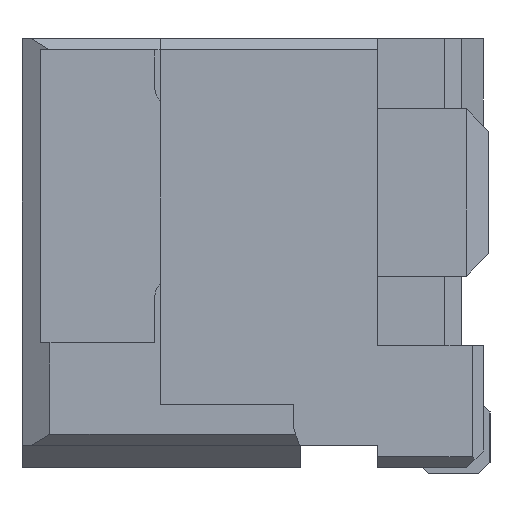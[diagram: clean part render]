
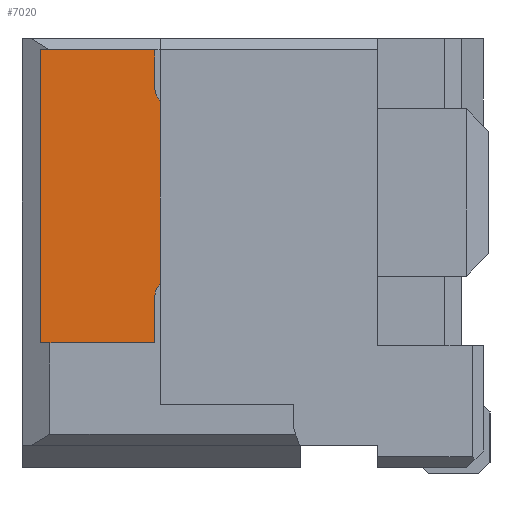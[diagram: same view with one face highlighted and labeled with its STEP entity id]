
A CAD part, left-side view. The second image highlights one B-rep face of the part: STEP entity #7020.
In plain terms, the highlighted planar face has unit normal (-1, 0, 0).
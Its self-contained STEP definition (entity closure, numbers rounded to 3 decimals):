
#6410 = PLANE('',#6411);
#6411 = AXIS2_PLACEMENT_3D('',#6412,#6413,#6414);
#6412 = CARTESIAN_POINT('',(-10.1,-4.58,0.409));
#6413 = DIRECTION('',(0.,-1.,0.));
#6414 = DIRECTION('',(0.,0.,-1.));
#6809 = VERTEX_POINT('',#6810);
#6810 = CARTESIAN_POINT('',(-9.825,-4.58,3.212));
#6824 = CYLINDRICAL_SURFACE('',#6825,0.2);
#6825 = AXIS2_PLACEMENT_3D('',#6826,#6827,#6828);
#6826 = CARTESIAN_POINT('',(-9.625,-4.73,3.08));
#6827 = DIRECTION('',(1.,0.,0.));
#6828 = DIRECTION('',(-0.,1.,0.));
#6836 = EDGE_CURVE('',#6837,#6809,#6839,.T.);
#6837 = VERTEX_POINT('',#6838);
#6838 = CARTESIAN_POINT('',(-9.825,-4.58,4.848));
#6839 = SURFACE_CURVE('',#6840,(#6844,#6851),.PCURVE_S1.);
#6840 = LINE('',#6841,#6842);
#6841 = CARTESIAN_POINT('',(-9.825,-4.58,4.848));
#6842 = VECTOR('',#6843,1.);
#6843 = DIRECTION('',(0.,0.,-1.));
#6844 = PCURVE('',#6410,#6845);
#6845 = DEFINITIONAL_REPRESENTATION('',(#6846),#6850);
#6846 = LINE('',#6847,#6848);
#6847 = CARTESIAN_POINT('',(-4.439,0.275));
#6848 = VECTOR('',#6849,1.);
#6849 = DIRECTION('',(1.,0.));
#6850 = ( GEOMETRIC_REPRESENTATION_CONTEXT(2) 
PARAMETRIC_REPRESENTATION_CONTEXT() REPRESENTATION_CONTEXT('2D SPACE',''
  ) );
#6851 = PCURVE('',#6852,#6857);
#6852 = PLANE('',#6853);
#6853 = AXIS2_PLACEMENT_3D('',#6854,#6855,#6856);
#6854 = CARTESIAN_POINT('',(-9.825,-6.03,4.03));
#6855 = DIRECTION('',(1.,0.,0.));
#6856 = DIRECTION('',(-0.,1.,0.));
#6857 = DEFINITIONAL_REPRESENTATION('',(#6858),#6862);
#6858 = LINE('',#6859,#6860);
#6859 = CARTESIAN_POINT('',(1.45,0.818));
#6860 = VECTOR('',#6861,1.);
#6861 = DIRECTION('',(0.,-1.));
#6862 = ( GEOMETRIC_REPRESENTATION_CONTEXT(2) 
PARAMETRIC_REPRESENTATION_CONTEXT() REPRESENTATION_CONTEXT('2D SPACE',''
  ) );
#6878 = CYLINDRICAL_SURFACE('',#6879,0.2);
#6879 = AXIS2_PLACEMENT_3D('',#6880,#6881,#6882);
#6880 = CARTESIAN_POINT('',(-9.625,-4.73,4.98));
#6881 = DIRECTION('',(1.,0.,0.));
#6882 = DIRECTION('',(-0.,1.,0.));
#6937 = PLANE('',#6938);
#6938 = AXIS2_PLACEMENT_3D('',#6939,#6940,#6941);
#6939 = CARTESIAN_POINT('',(-9.825,-4.53,2.73));
#6940 = DIRECTION('',(0.,1.,0.));
#6941 = DIRECTION('',(0.,-0.,1.));
#6974 = EDGE_CURVE('',#6837,#6975,#6977,.T.);
#6975 = VERTEX_POINT('',#6976);
#6976 = CARTESIAN_POINT('',(-9.825,-4.53,4.98));
#6977 = SURFACE_CURVE('',#6978,(#6983,#6990),.PCURVE_S1.);
#6978 = CIRCLE('',#6979,0.2);
#6979 = AXIS2_PLACEMENT_3D('',#6980,#6981,#6982);
#6980 = CARTESIAN_POINT('',(-9.825,-4.73,4.98));
#6981 = DIRECTION('',(1.,0.,0.));
#6982 = DIRECTION('',(0.,0.75,-0.661));
#6983 = PCURVE('',#6878,#6984);
#6984 = DEFINITIONAL_REPRESENTATION('',(#6985),#6989);
#6985 = LINE('',#6986,#6987);
#6986 = CARTESIAN_POINT('',(5.56,-0.2));
#6987 = VECTOR('',#6988,1.);
#6988 = DIRECTION('',(1.,0.));
#6989 = ( GEOMETRIC_REPRESENTATION_CONTEXT(2) 
PARAMETRIC_REPRESENTATION_CONTEXT() REPRESENTATION_CONTEXT('2D SPACE',''
  ) );
#6990 = PCURVE('',#6852,#6991);
#6991 = DEFINITIONAL_REPRESENTATION('',(#6992),#6996);
#6992 = CIRCLE('',#6993,0.2);
#6993 = AXIS2_PLACEMENT_2D('',#6994,#6995);
#6994 = CARTESIAN_POINT('',(1.3,0.95));
#6995 = DIRECTION('',(0.75,-0.661));
#6996 = ( GEOMETRIC_REPRESENTATION_CONTEXT(2) 
PARAMETRIC_REPRESENTATION_CONTEXT() REPRESENTATION_CONTEXT('2D SPACE',''
  ) );
#7020 = ADVANCED_FACE('',(#7021),#6852,.F.);
#7021 = FACE_BOUND('',#7022,.F.);
#7022 = EDGE_LOOP('',(#7023,#7047,#7075,#7103,#7131,#7159,#7180,#7181));
#7023 = ORIENTED_EDGE('',*,*,#7024,.F.);
#7024 = EDGE_CURVE('',#7025,#6809,#7027,.T.);
#7025 = VERTEX_POINT('',#7026);
#7026 = CARTESIAN_POINT('',(-9.825,-4.53,3.08));
#7027 = SURFACE_CURVE('',#7028,(#7033,#7040),.PCURVE_S1.);
#7028 = CIRCLE('',#7029,0.2);
#7029 = AXIS2_PLACEMENT_3D('',#7030,#7031,#7032);
#7030 = CARTESIAN_POINT('',(-9.825,-4.73,3.08));
#7031 = DIRECTION('',(1.,0.,0.));
#7032 = DIRECTION('',(-0.,1.,0.));
#7033 = PCURVE('',#6852,#7034);
#7034 = DEFINITIONAL_REPRESENTATION('',(#7035),#7039);
#7035 = CIRCLE('',#7036,0.2);
#7036 = AXIS2_PLACEMENT_2D('',#7037,#7038);
#7037 = CARTESIAN_POINT('',(1.3,-0.95));
#7038 = DIRECTION('',(1.,0.));
#7039 = ( GEOMETRIC_REPRESENTATION_CONTEXT(2) 
PARAMETRIC_REPRESENTATION_CONTEXT() REPRESENTATION_CONTEXT('2D SPACE',''
  ) );
#7040 = PCURVE('',#6824,#7041);
#7041 = DEFINITIONAL_REPRESENTATION('',(#7042),#7046);
#7042 = LINE('',#7043,#7044);
#7043 = CARTESIAN_POINT('',(0.,-0.2));
#7044 = VECTOR('',#7045,1.);
#7045 = DIRECTION('',(1.,0.));
#7046 = ( GEOMETRIC_REPRESENTATION_CONTEXT(2) 
PARAMETRIC_REPRESENTATION_CONTEXT() REPRESENTATION_CONTEXT('2D SPACE',''
  ) );
#7047 = ORIENTED_EDGE('',*,*,#7048,.T.);
#7048 = EDGE_CURVE('',#7025,#7049,#7051,.T.);
#7049 = VERTEX_POINT('',#7050);
#7050 = CARTESIAN_POINT('',(-9.825,-4.53,2.68));
#7051 = SURFACE_CURVE('',#7052,(#7056,#7063),.PCURVE_S1.);
#7052 = LINE('',#7053,#7054);
#7053 = CARTESIAN_POINT('',(-9.825,-4.53,3.08));
#7054 = VECTOR('',#7055,1.);
#7055 = DIRECTION('',(0.,0.,-1.));
#7056 = PCURVE('',#6852,#7057);
#7057 = DEFINITIONAL_REPRESENTATION('',(#7058),#7062);
#7058 = LINE('',#7059,#7060);
#7059 = CARTESIAN_POINT('',(1.5,-0.95));
#7060 = VECTOR('',#7061,1.);
#7061 = DIRECTION('',(0.,-1.));
#7062 = ( GEOMETRIC_REPRESENTATION_CONTEXT(2) 
PARAMETRIC_REPRESENTATION_CONTEXT() REPRESENTATION_CONTEXT('2D SPACE',''
  ) );
#7063 = PCURVE('',#7064,#7069);
#7064 = PLANE('',#7065);
#7065 = AXIS2_PLACEMENT_3D('',#7066,#7067,#7068);
#7066 = CARTESIAN_POINT('',(-9.825,-4.53,3.63));
#7067 = DIRECTION('',(0.,1.,0.));
#7068 = DIRECTION('',(0.,-0.,1.));
#7069 = DEFINITIONAL_REPRESENTATION('',(#7070),#7074);
#7070 = LINE('',#7071,#7072);
#7071 = CARTESIAN_POINT('',(-0.55,0.));
#7072 = VECTOR('',#7073,1.);
#7073 = DIRECTION('',(-1.,0.));
#7074 = ( GEOMETRIC_REPRESENTATION_CONTEXT(2) 
PARAMETRIC_REPRESENTATION_CONTEXT() REPRESENTATION_CONTEXT('2D SPACE',''
  ) );
#7075 = ORIENTED_EDGE('',*,*,#7076,.T.);
#7076 = EDGE_CURVE('',#7049,#7077,#7079,.T.);
#7077 = VERTEX_POINT('',#7078);
#7078 = CARTESIAN_POINT('',(-9.825,-3.51,2.68));
#7079 = SURFACE_CURVE('',#7080,(#7084,#7091),.PCURVE_S1.);
#7080 = LINE('',#7081,#7082);
#7081 = CARTESIAN_POINT('',(-9.825,-4.53,2.68));
#7082 = VECTOR('',#7083,1.);
#7083 = DIRECTION('',(0.,1.,0.));
#7084 = PCURVE('',#6852,#7085);
#7085 = DEFINITIONAL_REPRESENTATION('',(#7086),#7090);
#7086 = LINE('',#7087,#7088);
#7087 = CARTESIAN_POINT('',(1.5,-1.35));
#7088 = VECTOR('',#7089,1.);
#7089 = DIRECTION('',(1.,0.));
#7090 = ( GEOMETRIC_REPRESENTATION_CONTEXT(2) 
PARAMETRIC_REPRESENTATION_CONTEXT() REPRESENTATION_CONTEXT('2D SPACE',''
  ) );
#7091 = PCURVE('',#7092,#7097);
#7092 = PLANE('',#7093);
#7093 = AXIS2_PLACEMENT_3D('',#7094,#7095,#7096);
#7094 = CARTESIAN_POINT('',(-9.845,-6.23,2.68));
#7095 = DIRECTION('',(0.,0.,1.));
#7096 = DIRECTION('',(0.,1.,0.));
#7097 = DEFINITIONAL_REPRESENTATION('',(#7098),#7102);
#7098 = LINE('',#7099,#7100);
#7099 = CARTESIAN_POINT('',(1.7,-0.02));
#7100 = VECTOR('',#7101,1.);
#7101 = DIRECTION('',(1.,0.));
#7102 = ( GEOMETRIC_REPRESENTATION_CONTEXT(2) 
PARAMETRIC_REPRESENTATION_CONTEXT() REPRESENTATION_CONTEXT('2D SPACE',''
  ) );
#7103 = ORIENTED_EDGE('',*,*,#7104,.T.);
#7104 = EDGE_CURVE('',#7077,#7105,#7107,.T.);
#7105 = VERTEX_POINT('',#7106);
#7106 = CARTESIAN_POINT('',(-9.825,-3.51,5.31));
#7107 = SURFACE_CURVE('',#7108,(#7112,#7119),.PCURVE_S1.);
#7108 = LINE('',#7109,#7110);
#7109 = CARTESIAN_POINT('',(-9.825,-3.51,2.68));
#7110 = VECTOR('',#7111,1.);
#7111 = DIRECTION('',(0.,0.,1.));
#7112 = PCURVE('',#6852,#7113);
#7113 = DEFINITIONAL_REPRESENTATION('',(#7114),#7118);
#7114 = LINE('',#7115,#7116);
#7115 = CARTESIAN_POINT('',(2.52,-1.35));
#7116 = VECTOR('',#7117,1.);
#7117 = DIRECTION('',(0.,1.));
#7118 = ( GEOMETRIC_REPRESENTATION_CONTEXT(2) 
PARAMETRIC_REPRESENTATION_CONTEXT() REPRESENTATION_CONTEXT('2D SPACE',''
  ) );
#7119 = PCURVE('',#7120,#7125);
#7120 = PLANE('',#7121);
#7121 = AXIS2_PLACEMENT_3D('',#7122,#7123,#7124);
#7122 = CARTESIAN_POINT('',(0.275,-3.51,1.93));
#7123 = DIRECTION('',(0.,1.,0.));
#7124 = DIRECTION('',(0.,0.,-1.));
#7125 = DEFINITIONAL_REPRESENTATION('',(#7126),#7130);
#7126 = LINE('',#7127,#7128);
#7127 = CARTESIAN_POINT('',(-0.75,10.1));
#7128 = VECTOR('',#7129,1.);
#7129 = DIRECTION('',(-1.,0.));
#7130 = ( GEOMETRIC_REPRESENTATION_CONTEXT(2) 
PARAMETRIC_REPRESENTATION_CONTEXT() REPRESENTATION_CONTEXT('2D SPACE',''
  ) );
#7131 = ORIENTED_EDGE('',*,*,#7132,.F.);
#7132 = EDGE_CURVE('',#7133,#7105,#7135,.T.);
#7133 = VERTEX_POINT('',#7134);
#7134 = CARTESIAN_POINT('',(-9.825,-4.53,5.31));
#7135 = SURFACE_CURVE('',#7136,(#7140,#7147),.PCURVE_S1.);
#7136 = LINE('',#7137,#7138);
#7137 = CARTESIAN_POINT('',(-9.825,-4.53,5.31));
#7138 = VECTOR('',#7139,1.);
#7139 = DIRECTION('',(0.,1.,0.));
#7140 = PCURVE('',#6852,#7141);
#7141 = DEFINITIONAL_REPRESENTATION('',(#7142),#7146);
#7142 = LINE('',#7143,#7144);
#7143 = CARTESIAN_POINT('',(1.5,1.28));
#7144 = VECTOR('',#7145,1.);
#7145 = DIRECTION('',(1.,0.));
#7146 = ( GEOMETRIC_REPRESENTATION_CONTEXT(2) 
PARAMETRIC_REPRESENTATION_CONTEXT() REPRESENTATION_CONTEXT('2D SPACE',''
  ) );
#7147 = PCURVE('',#7148,#7153);
#7148 = PLANE('',#7149);
#7149 = AXIS2_PLACEMENT_3D('',#7150,#7151,#7152);
#7150 = CARTESIAN_POINT('',(-9.625,-2.43,5.31));
#7151 = DIRECTION('',(0.,0.,1.));
#7152 = DIRECTION('',(0.,-1.,0.));
#7153 = DEFINITIONAL_REPRESENTATION('',(#7154),#7158);
#7154 = LINE('',#7155,#7156);
#7155 = CARTESIAN_POINT('',(2.1,-0.2));
#7156 = VECTOR('',#7157,1.);
#7157 = DIRECTION('',(-1.,0.));
#7158 = ( GEOMETRIC_REPRESENTATION_CONTEXT(2) 
PARAMETRIC_REPRESENTATION_CONTEXT() REPRESENTATION_CONTEXT('2D SPACE',''
  ) );
#7159 = ORIENTED_EDGE('',*,*,#7160,.F.);
#7160 = EDGE_CURVE('',#6975,#7133,#7161,.T.);
#7161 = SURFACE_CURVE('',#7162,(#7166,#7173),.PCURVE_S1.);
#7162 = LINE('',#7163,#7164);
#7163 = CARTESIAN_POINT('',(-9.825,-4.53,4.98));
#7164 = VECTOR('',#7165,1.);
#7165 = DIRECTION('',(0.,0.,1.));
#7166 = PCURVE('',#6852,#7167);
#7167 = DEFINITIONAL_REPRESENTATION('',(#7168),#7172);
#7168 = LINE('',#7169,#7170);
#7169 = CARTESIAN_POINT('',(1.5,0.95));
#7170 = VECTOR('',#7171,1.);
#7171 = DIRECTION('',(0.,1.));
#7172 = ( GEOMETRIC_REPRESENTATION_CONTEXT(2) 
PARAMETRIC_REPRESENTATION_CONTEXT() REPRESENTATION_CONTEXT('2D SPACE',''
  ) );
#7173 = PCURVE('',#6937,#7174);
#7174 = DEFINITIONAL_REPRESENTATION('',(#7175),#7179);
#7175 = LINE('',#7176,#7177);
#7176 = CARTESIAN_POINT('',(2.25,0.));
#7177 = VECTOR('',#7178,1.);
#7178 = DIRECTION('',(1.,0.));
#7179 = ( GEOMETRIC_REPRESENTATION_CONTEXT(2) 
PARAMETRIC_REPRESENTATION_CONTEXT() REPRESENTATION_CONTEXT('2D SPACE',''
  ) );
#7180 = ORIENTED_EDGE('',*,*,#6974,.F.);
#7181 = ORIENTED_EDGE('',*,*,#6836,.T.);
